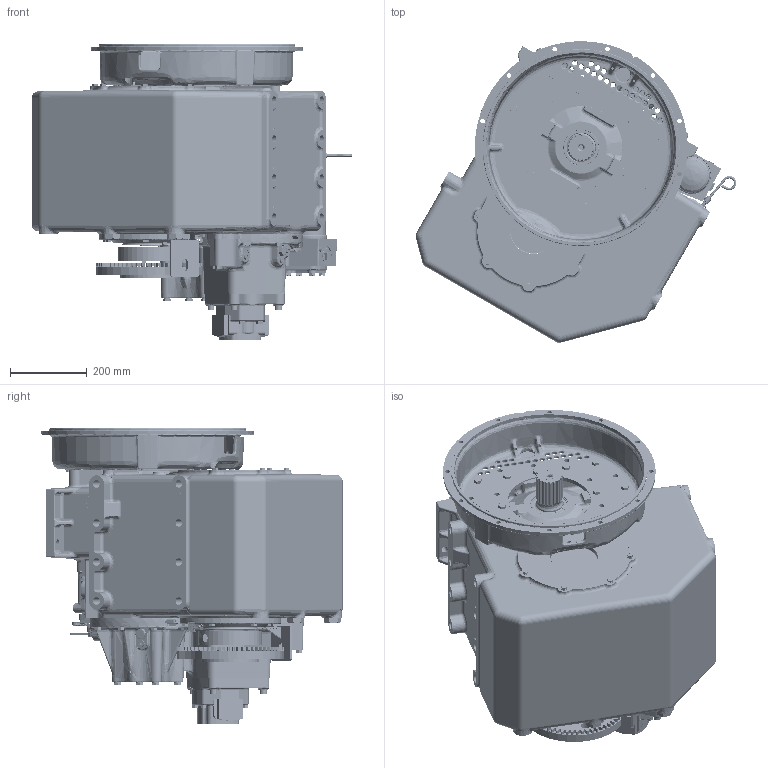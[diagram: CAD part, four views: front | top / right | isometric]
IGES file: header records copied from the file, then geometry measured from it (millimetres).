
Start section: SolidWorks IGES file using analytic representation for surfaces
Global section: file name: 1027456B.IGS; native system: SolidWorks 2010; preprocessor: SolidWorks 2010; author: nadimc; date: 150715.170350; units: millimetre
Bounding box: 834.58 x 783.91 x 769.41 mm (x, y, z)
Surface area: 3882464.2 mm2 (no closed solid volume)
Topology: 0 solids, 0 shells, 4372 faces, 84652 edges, 84568 vertices
Faces by surface type: bspline 2526, revolution 1846
